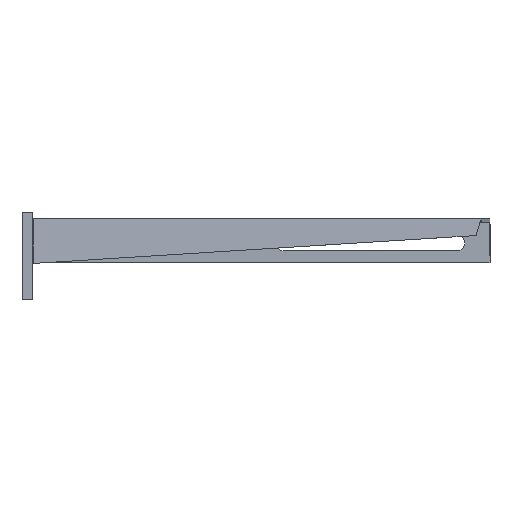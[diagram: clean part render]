
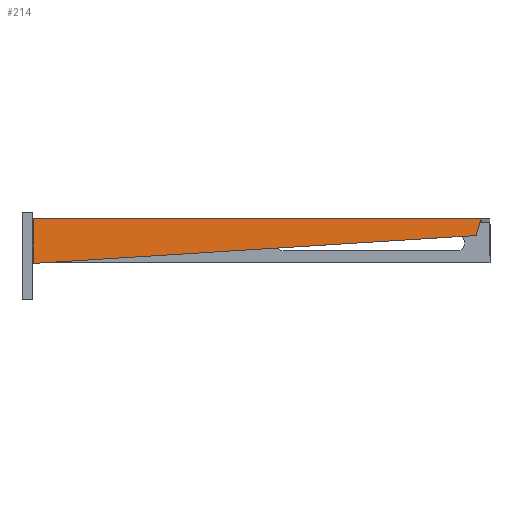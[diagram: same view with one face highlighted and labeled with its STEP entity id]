
A CAD part, front view. The second image highlights one B-rep face of the part: STEP entity #214.
In plain terms, the highlighted planar face has unit normal (0.144, -0.99, 0).
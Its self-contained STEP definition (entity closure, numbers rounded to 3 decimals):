
#214 = ADVANCED_FACE ( 'NONE', ( #2867 ), #3582, .F. ) ;
#327 = VERTEX_POINT ( 'NONE', #380 ) ;
#364 = VERTEX_POINT ( 'NONE', #4410 ) ;
#380 = CARTESIAN_POINT ( 'NONE',  ( 0.317, -38.767, -3. ) ) ;
#437 = CARTESIAN_POINT ( 'NONE',  ( 0.323, -38.766, -0.995 ) ) ;
#619 = ORIENTED_EDGE ( 'NONE', *, *, #4449, .T. ) ;
#801 = CARTESIAN_POINT ( 'NONE',  ( 0.321, -38.767, -1.492 ) ) ;
#809 = CARTESIAN_POINT ( 'NONE',  ( 203.028, -9.311, -7.634 ) ) ;
#851 = B_SPLINE_CURVE_WITH_KNOTS ( 'NONE', 3,
 ( #3138, #2304, #3851, #801, #437, #893, #2371 ),
 .UNSPECIFIED., .F., .F.,
 ( 4, 3, 4 ),
 ( 0., 0.002, 0.003 ),
 .UNSPECIFIED. ) ;
#893 = CARTESIAN_POINT ( 'NONE',  ( 0.324, -38.766, -0.497 ) ) ;
#942 = VERTEX_POINT ( 'NONE', #3293 ) ;
#1086 = VECTOR ( 'NONE', #3053, 1000. ) ;
#1292 = CARTESIAN_POINT ( 'NONE',  ( 205., -9.025, -3. ) ) ;
#1550 = ORIENTED_EDGE ( 'NONE', *, *, #2480, .T. ) ;
#1569 = CARTESIAN_POINT ( 'NONE',  ( 205.648, -8.93, -0.509 ) ) ;
#1586 = EDGE_CURVE ( 'NONE', #327, #3102, #851, .T. ) ;
#1652 = CARTESIAN_POINT ( 'NONE',  ( 0.236, -38.779, -20.403 ) ) ;
#1911 = AXIS2_PLACEMENT_3D ( 'NONE', #2771, #3947, #2058 ) ;
#1920 = ORIENTED_EDGE ( 'NONE', *, *, #2327, .T. ) ;
#1942 = CARTESIAN_POINT ( 'NONE',  ( 205.152, -9.002, -2.508 ) ) ;
#1967 = CARTESIAN_POINT ( 'NONE',  ( 205.549, -8.945, -1.016 ) ) ;
#2058 = DIRECTION ( 'NONE',  ( -0.979, -0.142, 0.144 ) ) ;
#2126 = CARTESIAN_POINT ( 'NONE',  ( 204.527, -9.093, -4.533 ) ) ;
#2173 = LINE ( 'NONE', #4039, #3970 ) ;
#2213 = B_SPLINE_CURVE_WITH_KNOTS ( 'NONE', 3,
 ( #2752, #1942, #3850, #1967, #1569, #2702 ),
 .UNSPECIFIED., .F., .F.,
 ( 4, 2, 4 ),
 ( 0.003, 0.005, 0.006 ),
 .UNSPECIFIED. ) ;
#2224 = EDGE_LOOP ( 'NONE', ( #619, #4517, #1920, #3085, #2750, #1550 ) ) ;
#2304 = CARTESIAN_POINT ( 'NONE',  ( 0.318, -38.767, -2.497 ) ) ;
#2311 = CARTESIAN_POINT ( 'NONE',  ( 5.523, -38.011, 0. ) ) ;
#2327 = EDGE_CURVE ( 'NONE', #942, #364, #2213, .T. ) ;
#2335 = DIRECTION ( 'NONE',  ( -0.99, -0.144, 0. ) ) ;
#2371 = CARTESIAN_POINT ( 'NONE',  ( 0.325, -38.766, 0. ) ) ;
#2480 = EDGE_CURVE ( 'NONE', #327, #3778, #2173, .T. ) ;
#2596 = EDGE_CURVE ( 'NONE', #364, #3102, #2712, .T. ) ;
#2702 = CARTESIAN_POINT ( 'NONE',  ( 205.727, -8.919, 0. ) ) ;
#2712 = LINE ( 'NONE', #2311, #3813 ) ;
#2750 = ORIENTED_EDGE ( 'NONE', *, *, #1586, .F. ) ;
#2752 = CARTESIAN_POINT ( 'NONE',  ( 205., -9.025, -3. ) ) ;
#2765 = CARTESIAN_POINT ( 'NONE',  ( 203.581, -9.231, -7.599 ) ) ;
#2771 = CARTESIAN_POINT ( 'NONE',  ( 5.523, -38.011, 35.826 ) ) ;
#2867 = FACE_OUTER_BOUND ( 'NONE', #2224, .T. ) ;
#3053 = DIRECTION ( 'NONE',  ( 0.988, 0.144, 0.062 ) ) ;
#3085 = ORIENTED_EDGE ( 'NONE', *, *, #2596, .T. ) ;
#3102 = VERTEX_POINT ( 'NONE', #4635 ) ;
#3138 = CARTESIAN_POINT ( 'NONE',  ( 0.317, -38.767, -3. ) ) ;
#3293 = CARTESIAN_POINT ( 'NONE',  ( 205., -9.025, -3. ) ) ;
#3404 = VERTEX_POINT ( 'NONE', #4261 ) ;
#3503 = CARTESIAN_POINT ( 'NONE',  ( 204.054, -9.162, -6.066 ) ) ;
#3582 = PLANE ( 'NONE',  #1911 ) ;
#3722 = LINE ( 'NONE', #809, #1086 ) ;
#3778 = VERTEX_POINT ( 'NONE', #1652 ) ;
#3813 = VECTOR ( 'NONE', #2335, 1000. ) ;
#3850 = CARTESIAN_POINT ( 'NONE',  ( 205.301, -8.981, -2.015 ) ) ;
#3851 = CARTESIAN_POINT ( 'NONE',  ( 0.32, -38.767, -1.995 ) ) ;
#3947 = DIRECTION ( 'NONE',  ( -0.144, 0.99, 0. ) ) ;
#3970 = VECTOR ( 'NONE', #4353, 1000. ) ;
#4039 = CARTESIAN_POINT ( 'NONE',  ( 0.236, -38.779, -20.403 ) ) ;
#4138 = EDGE_CURVE ( 'NONE', #942, #3404, #4305, .T. ) ;
#4261 = CARTESIAN_POINT ( 'NONE',  ( 203.581, -9.231, -7.599 ) ) ;
#4305 = B_SPLINE_CURVE_WITH_KNOTS ( 'NONE', 3,
 ( #1292, #2126, #3503, #2765 ),
 .UNSPECIFIED., .F., .F.,
 ( 4, 4 ),
 ( 0.013, 0.017 ),
 .UNSPECIFIED. ) ;
#4353 = DIRECTION ( 'NONE',  ( -0.005, -0.001, -1. ) ) ;
#4410 = CARTESIAN_POINT ( 'NONE',  ( 205.727, -8.919, 0. ) ) ;
#4449 = EDGE_CURVE ( 'NONE', #3778, #3404, #3722, .T. ) ;
#4517 = ORIENTED_EDGE ( 'NONE', *, *, #4138, .F. ) ;
#4635 = CARTESIAN_POINT ( 'NONE',  ( 0.325, -38.766, 0. ) ) ;
